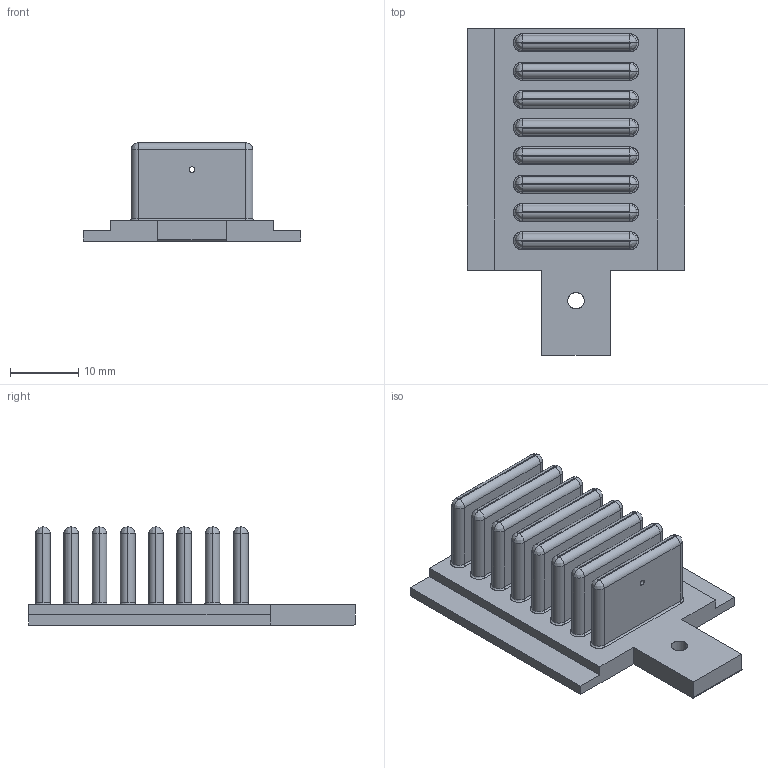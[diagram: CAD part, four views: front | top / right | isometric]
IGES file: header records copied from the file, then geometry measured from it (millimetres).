
Start section: SolidWorks IGES file using analytic representation for surfaces
Global section: file name: SB_B3R1_D0,8_H3p1.IGS; native system: SolidWorks 2020; preprocessor: SolidWorks 2020; author: ngoc-lan.lussan; date: 210505.155447; units: millimetre
Bounding box: 32 x 47.92 x 14.4 mm (x, y, z)
Surface area: 6790.6 mm2 (no closed solid volume)
Topology: 0 solids, 0 shells, 219 faces, 2260 edges, 2260 vertices
Faces by surface type: bspline 118, revolution 101
